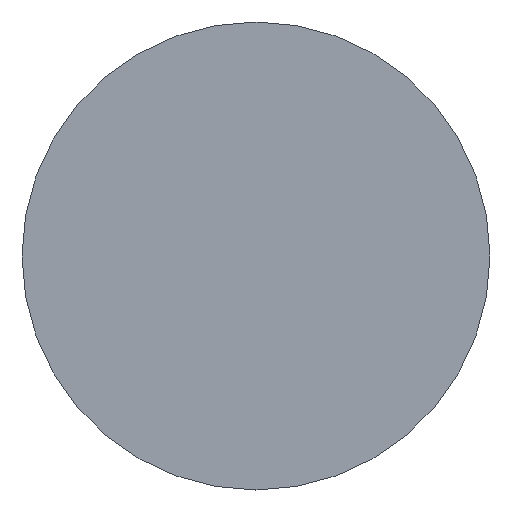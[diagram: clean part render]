
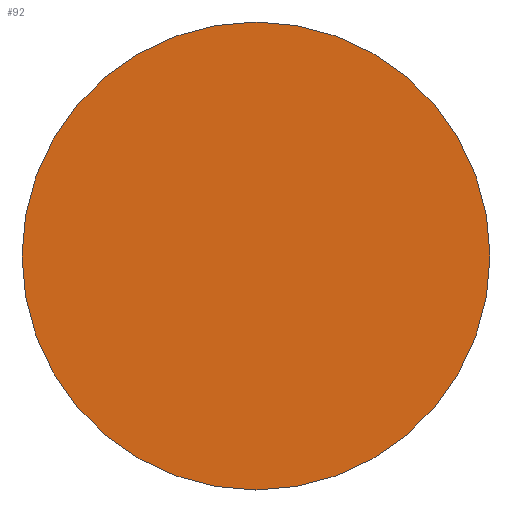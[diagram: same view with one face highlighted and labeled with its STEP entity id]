
A CAD part, left-side view. The second image highlights one B-rep face of the part: STEP entity #92.
In plain terms, the highlighted planar face has unit normal (-1, 0, 0).
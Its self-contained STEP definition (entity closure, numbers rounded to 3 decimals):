
#2 = EDGE_CURVE ( 'NONE', #46, #77, #115, .T. ) ;
#11 = CARTESIAN_POINT ( 'NONE',  ( 57.358, 32.579, 0. ) ) ;
#14 = DIRECTION ( 'NONE',  ( 0., 1., 0. ) ) ;
#22 = DIRECTION ( 'NONE',  ( 0., -1., 0. ) ) ;
#27 = AXIS2_PLACEMENT_3D ( 'NONE', #119, #105, #52 ) ;
#36 = FACE_OUTER_BOUND ( 'NONE', #160, .T. ) ;
#40 = CARTESIAN_POINT ( 'NONE',  ( 57.358, 20.079, 0. ) ) ;
#46 = VERTEX_POINT ( 'NONE', #107 ) ;
#52 = DIRECTION ( 'NONE',  ( 0., -1., 0. ) ) ;
#57 = PLANE ( 'NONE',  #163 ) ;
#59 = EDGE_CURVE ( 'NONE', #77, #46, #123, .T. ) ;
#67 = DIRECTION ( 'NONE',  ( -1., 0., 0. ) ) ;
#77 = VERTEX_POINT ( 'NONE', #40 ) ;
#92 = ADVANCED_FACE ( 'NONE', ( #36 ), #57, .F. ) ;
#101 = ORIENTED_EDGE ( 'NONE', *, *, #59, .T. ) ;
#105 = DIRECTION ( 'NONE',  ( -1., 0., 0. ) ) ;
#107 = CARTESIAN_POINT ( 'NONE',  ( 57.358, 45.079, 0. ) ) ;
#115 = CIRCLE ( 'NONE', #27, 12.5 ) ;
#119 = CARTESIAN_POINT ( 'NONE',  ( 57.358, 32.579, 0. ) ) ;
#123 = CIRCLE ( 'NONE', #148, 12.5 ) ;
#144 = CARTESIAN_POINT ( 'NONE',  ( 57.358, 32.579, 0. ) ) ;
#148 = AXIS2_PLACEMENT_3D ( 'NONE', #144, #67, #22 ) ;
#155 = DIRECTION ( 'NONE',  ( 1., 0., 0. ) ) ;
#160 = EDGE_LOOP ( 'NONE', ( #101, #162 ) ) ;
#162 = ORIENTED_EDGE ( 'NONE', *, *, #2, .T. ) ;
#163 = AXIS2_PLACEMENT_3D ( 'NONE', #11, #155, #14 ) ;
